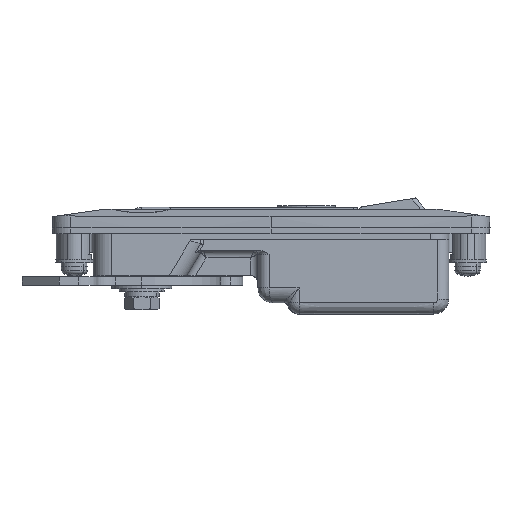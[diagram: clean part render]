
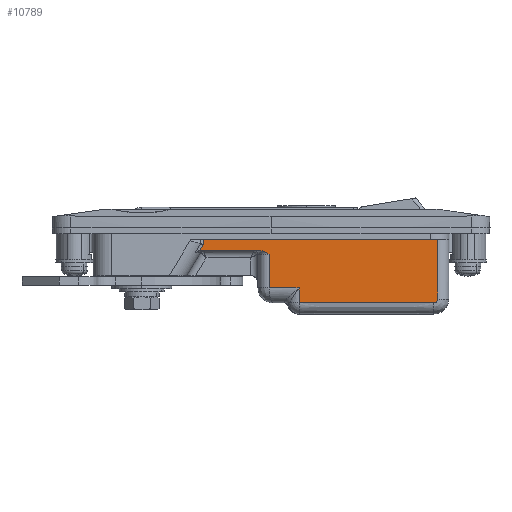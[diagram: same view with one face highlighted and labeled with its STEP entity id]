
A CAD part, left-side view. The second image highlights one B-rep face of the part: STEP entity #10789.
In plain terms, the highlighted planar face has unit normal (-1, 0, 0).
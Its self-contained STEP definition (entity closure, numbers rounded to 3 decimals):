
#413 = CARTESIAN_POINT ( 'NONE',  ( -10., -79., -3. ) ) ;
#504 = CARTESIAN_POINT ( 'NONE',  ( -10., -15.787, -6. ) ) ;
#557 = DIRECTION ( 'NONE',  ( 0., 0., 1. ) ) ;
#749 = VERTEX_POINT ( 'NONE', #10952 ) ;
#755 = ORIENTED_EDGE ( 'NONE', *, *, #5353, .T. ) ;
#857 = DIRECTION ( 'NONE',  ( 0., 0.513, -0.859 ) ) ;
#884 = EDGE_CURVE ( 'NONE', #16498, #2219, #8403, .T. ) ;
#975 = CARTESIAN_POINT ( 'NONE',  ( -10., -78.132, -20. ) ) ;
#1479 = CARTESIAN_POINT ( 'NONE',  ( -10., -54., -20. ) ) ;
#1575 = ORIENTED_EDGE ( 'NONE', *, *, #2132, .T. ) ;
#1724 = VERTEX_POINT ( 'NONE', #3920 ) ;
#2011 = ORIENTED_EDGE ( 'NONE', *, *, #8418, .T. ) ;
#2132 = EDGE_CURVE ( 'NONE', #5991, #11037, #3230, .T. ) ;
#2219 = VERTEX_POINT ( 'NONE', #16050 ) ;
#2306 = CARTESIAN_POINT ( 'NONE',  ( -10., -79., -19.264 ) ) ;
#2521 = CARTESIAN_POINT ( 'NONE',  ( -10., -79., -19. ) ) ;
#2681 = CARTESIAN_POINT ( 'NONE',  ( -10., -34., -7. ) ) ;
#2884 = DIRECTION ( 'NONE',  ( 0., -1., 0. ) ) ;
#3152 = CARTESIAN_POINT ( 'NONE',  ( -10., -78., -20. ) ) ;
#3230 = LINE ( 'NONE', #15160, #16682 ) ;
#3285 = DIRECTION ( 'NONE',  ( -1., 0., 0. ) ) ;
#3498 = EDGE_CURVE ( 'NONE', #4220, #7080, #15388, .T. ) ;
#3684 = VECTOR ( 'NONE', #17379, 1000. ) ;
#3759 = LINE ( 'NONE', #413, #11732 ) ;
#3843 = ORIENTED_EDGE ( 'NONE', *, *, #8113, .T. ) ;
#3920 = CARTESIAN_POINT ( 'NONE',  ( -10., -42., -20. ) ) ;
#4220 = VERTEX_POINT ( 'NONE', #19113 ) ;
#4581 = AXIS2_PLACEMENT_3D ( 'NONE', #8082, #3285, #11214 ) ;
#5016 = CARTESIAN_POINT ( 'NONE',  ( -10., -42., -16. ) ) ;
#5353 = EDGE_CURVE ( 'NONE', #7080, #1724, #7923, .T. ) ;
#5372 = CARTESIAN_POINT ( 'NONE',  ( -10., -15.481, -6.032 ) ) ;
#5991 = VERTEX_POINT ( 'NONE', #14078 ) ;
#6009 = ORIENTED_EDGE ( 'NONE', *, *, #15406, .T. ) ;
#6221 = CARTESIAN_POINT ( 'NONE',  ( -10., -66., -20. ) ) ;
#6453 = ORIENTED_EDGE ( 'NONE', *, *, #3498, .T. ) ;
#6566 = CARTESIAN_POINT ( 'NONE',  ( -10., -31.596, -6. ) ) ;
#7057 = CARTESIAN_POINT ( 'NONE',  ( -10., -15.581, -6.011 ) ) ;
#7080 = VERTEX_POINT ( 'NONE', #5016 ) ;
#7195 = DIRECTION ( 'NONE',  ( 0., 0., -1. ) ) ;
#7326 = CARTESIAN_POINT ( 'NONE',  ( -10., -15.787, -6. ) ) ;
#7923 = LINE ( 'NONE', #14313, #3684 ) ;
#7995 = ORIENTED_EDGE ( 'NONE', *, *, #884, .F. ) ;
#8082 = CARTESIAN_POINT ( 'NONE',  ( -10., -16., -23. ) ) ;
#8113 = EDGE_CURVE ( 'NONE', #749, #18211, #15782, .T. ) ;
#8403 = B_SPLINE_CURVE_WITH_KNOTS ( 'NONE', 3,
 ( #2521, #2306, #10469, #13750, #20119, #15294, #975, #10263 ),
 .UNSPECIFIED., .F., .F.,
 ( 4, 2, 2, 4 ),
 ( 0., 0.001, 0.001, 0.002 ),
 .UNSPECIFIED. ) ;
#8418 = EDGE_CURVE ( 'NONE', #9428, #12333, #14580, .T. ) ;
#8633 = FACE_OUTER_BOUND ( 'NONE', #18573, .T. ) ;
#8903 = LINE ( 'NONE', #19446, #11907 ) ;
#9428 = VERTEX_POINT ( 'NONE', #16744 ) ;
#9627 = CARTESIAN_POINT ( 'NONE',  ( -10., -34., -7. ) ) ;
#9952 = VERTEX_POINT ( 'NONE', #16146 ) ;
#10263 = CARTESIAN_POINT ( 'NONE',  ( -10., -78., -20. ) ) ;
#10469 = CARTESIAN_POINT ( 'NONE',  ( -10., -78.891, -19.523 ) ) ;
#10648 = LINE ( 'NONE', #13483, #15118 ) ;
#10789 = ADVANCED_FACE ( 'NONE', ( #8633 ), #11137, .T. ) ;
#10908 = CARTESIAN_POINT ( 'NONE',  ( -10., -16., -6. ) ) ;
#10952 = CARTESIAN_POINT ( 'NONE',  ( -10., -15.481, -6.032 ) ) ;
#11037 = VERTEX_POINT ( 'NONE', #11861 ) ;
#11041 = EDGE_CURVE ( 'NONE', #11037, #749, #10648, .T. ) ;
#11087 = CARTESIAN_POINT ( 'NONE',  ( -10., -33.175, -6.523 ) ) ;
#11137 = PLANE ( 'NONE',  #4581 ) ;
#11142 = CARTESIAN_POINT ( 'NONE',  ( -10., -31.831, -6.037 ) ) ;
#11214 = DIRECTION ( 'NONE',  ( 0., -1., 0. ) ) ;
#11289 = EDGE_CURVE ( 'NONE', #1724, #2219, #19404, .T. ) ;
#11306 = CARTESIAN_POINT ( 'NONE',  ( -10., -33.587, -6.762 ) ) ;
#11432 = VECTOR ( 'NONE', #14294, 1000. ) ;
#11732 = VECTOR ( 'NONE', #557, 1000. ) ;
#11861 = CARTESIAN_POINT ( 'NONE',  ( -10., -16.448, -4.412 ) ) ;
#11907 = VECTOR ( 'NONE', #16354, 1000. ) ;
#12145 = VECTOR ( 'NONE', #2884, 1000. ) ;
#12312 = ORIENTED_EDGE ( 'NONE', *, *, #17794, .T. ) ;
#12333 = VERTEX_POINT ( 'NONE', #2681 ) ;
#12575 = CARTESIAN_POINT ( 'NONE',  ( -10., -42., -20. ) ) ;
#12652 = DIRECTION ( 'NONE',  ( 0., -1., 0. ) ) ;
#13468 = CARTESIAN_POINT ( 'NONE',  ( -10., -15.683, -6. ) ) ;
#13483 = CARTESIAN_POINT ( 'NONE',  ( -10., -15.005, -6.83 ) ) ;
#13634 = ORIENTED_EDGE ( 'NONE', *, *, #17455, .F. ) ;
#13750 = CARTESIAN_POINT ( 'NONE',  ( -10., -78.615, -19.8 ) ) ;
#13869 = ORIENTED_EDGE ( 'NONE', *, *, #11041, .T. ) ;
#14078 = CARTESIAN_POINT ( 'NONE',  ( -10., -16.448, -3. ) ) ;
#14294 = DIRECTION ( 'NONE',  ( 0., 0., -1. ) ) ;
#14313 = CARTESIAN_POINT ( 'NONE',  ( -10., -42., -23. ) ) ;
#14580 = B_SPLINE_CURVE_WITH_KNOTS ( 'NONE', 3,
 ( #16110, #6566, #11142, #17714, #20607, #11087, #11306, #9627 ),
 .UNSPECIFIED., .F., .F.,
 ( 4, 2, 2, 4 ),
 ( 0., 0.001, 0.001, 0.003 ),
 .UNSPECIFIED. ) ;
#14601 = ORIENTED_EDGE ( 'NONE', *, *, #16827, .T. ) ;
#15118 = VECTOR ( 'NONE', #857, 1000. ) ;
#15160 = CARTESIAN_POINT ( 'NONE',  ( -10., -16.448, -4.288 ) ) ;
#15294 = CARTESIAN_POINT ( 'NONE',  ( -10., -78.262, -19.974 ) ) ;
#15388 = LINE ( 'NONE', #17182, #12145 ) ;
#15406 = EDGE_CURVE ( 'NONE', #16498, #9952, #3759, .T. ) ;
#15538 = VECTOR ( 'NONE', #12652, 1000. ) ;
#15773 = ORIENTED_EDGE ( 'NONE', *, *, #11289, .T. ) ;
#15782 = B_SPLINE_CURVE_WITH_KNOTS ( 'NONE', 3,
 ( #5372, #7057, #13468, #504 ),
 .UNSPECIFIED., .F., .F.,
 ( 4, 4 ),
 ( 0.001, 0.001 ),
 .UNSPECIFIED. ) ;
#16050 = CARTESIAN_POINT ( 'NONE',  ( -10., -78., -20. ) ) ;
#16110 = CARTESIAN_POINT ( 'NONE',  ( -10., -31.354, -6. ) ) ;
#16146 = CARTESIAN_POINT ( 'NONE',  ( -10., -79., -3. ) ) ;
#16354 = DIRECTION ( 'NONE',  ( 0., -1., 0. ) ) ;
#16498 = VERTEX_POINT ( 'NONE', #17517 ) ;
#16682 = VECTOR ( 'NONE', #7195, 1000. ) ;
#16744 = CARTESIAN_POINT ( 'NONE',  ( -10., -31.354, -6. ) ) ;
#16827 = EDGE_CURVE ( 'NONE', #12333, #4220, #20732, .T. ) ;
#17182 = CARTESIAN_POINT ( 'NONE',  ( -10., -42., -16. ) ) ;
#17379 = DIRECTION ( 'NONE',  ( 0., 0., -1. ) ) ;
#17455 = EDGE_CURVE ( 'NONE', #5991, #9952, #8903, .T. ) ;
#17517 = CARTESIAN_POINT ( 'NONE',  ( -10., -79., -19. ) ) ;
#17714 = CARTESIAN_POINT ( 'NONE',  ( -10., -32.294, -6.156 ) ) ;
#17794 = EDGE_CURVE ( 'NONE', #18211, #9428, #20037, .T. ) ;
#18211 = VERTEX_POINT ( 'NONE', #7326 ) ;
#18573 = EDGE_LOOP ( 'NONE', ( #755, #15773, #7995, #6009, #13634, #1575, #13869, #3843, #12312, #2011, #14601, #6453 ) ) ;
#19113 = CARTESIAN_POINT ( 'NONE',  ( -10., -34., -16. ) ) ;
#19404 = B_SPLINE_CURVE_WITH_KNOTS ( 'NONE', 3,
 ( #12575, #1479, #6221, #3152 ),
 .UNSPECIFIED., .F., .F.,
 ( 4, 4 ),
 ( 0.026, 0.062 ),
 .UNSPECIFIED. ) ;
#19446 = CARTESIAN_POINT ( 'NONE',  ( -10., -16., -3. ) ) ;
#20037 = LINE ( 'NONE', #10908, #15538 ) ;
#20038 = CARTESIAN_POINT ( 'NONE',  ( -10., -34., -20. ) ) ;
#20119 = CARTESIAN_POINT ( 'NONE',  ( -10., -78.504, -19.874 ) ) ;
#20607 = CARTESIAN_POINT ( 'NONE',  ( -10., -32.52, -6.239 ) ) ;
#20732 = LINE ( 'NONE', #20038, #11432 ) ;
